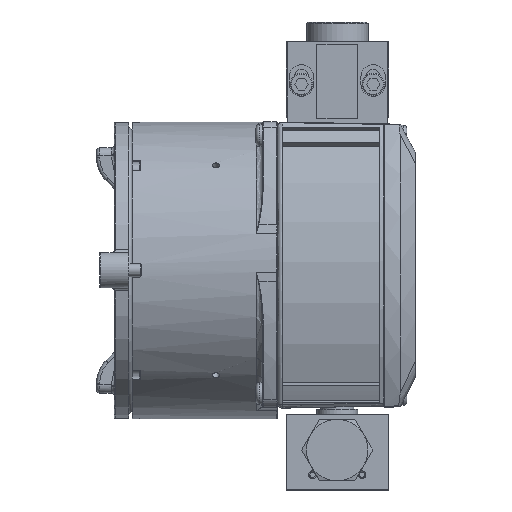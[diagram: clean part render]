
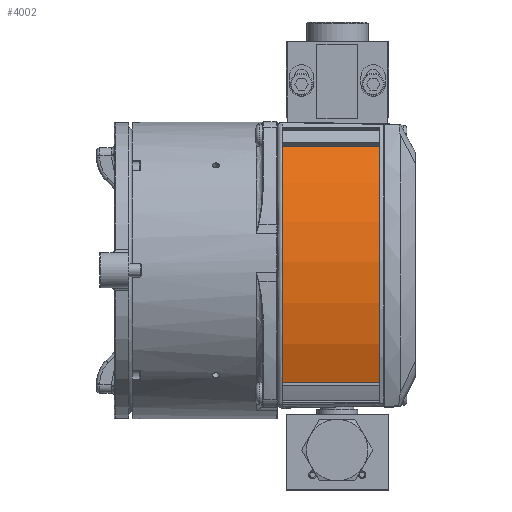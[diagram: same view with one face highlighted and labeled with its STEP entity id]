
A CAD part, top view. The second image highlights one B-rep face of the part: STEP entity #4002.
In plain terms, the highlighted cylindrical face has radius 82.779 mm (diameter 165.557 mm), a partial arc.
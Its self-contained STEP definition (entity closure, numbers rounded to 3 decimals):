
#1494=CYLINDRICAL_SURFACE('',#26858,82.779);
#2417=FACE_OUTER_BOUND('',#8599,.T.);
#4002=ADVANCED_FACE('',(#2417),#1494,.T.);
#6049=CIRCLE('',#26856,82.779);
#6050=CIRCLE('',#26857,82.779);
#8599=EDGE_LOOP('',(#12126,#12127,#12128,#12129));
#12126=ORIENTED_EDGE('',*,*,#20681,.F.);
#12127=ORIENTED_EDGE('',*,*,#20682,.F.);
#12128=ORIENTED_EDGE('',*,*,#20683,.T.);
#12129=ORIENTED_EDGE('',*,*,#20684,.T.);
#18109=VERTEX_POINT('',#42243);
#18110=VERTEX_POINT('',#42244);
#18111=VERTEX_POINT('',#42246);
#18112=VERTEX_POINT('',#42248);
#20681=EDGE_CURVE('',#18109,#18110,#6049,.T.);
#20682=EDGE_CURVE('',#18111,#18109,#23684,.T.);
#20683=EDGE_CURVE('',#18111,#18112,#6050,.T.);
#20684=EDGE_CURVE('',#18112,#18110,#23685,.T.);
#23684=LINE('',#42245,#25111);
#23685=LINE('',#42249,#25112);
#25111=VECTOR('',#31519,1.);
#25112=VECTOR('',#31522,1.);
#26856=AXIS2_PLACEMENT_3D('',#42242,#31517,#31518);
#26857=AXIS2_PLACEMENT_3D('',#42247,#31520,#31521);
#26858=AXIS2_PLACEMENT_3D('',#42250,#31523,#31524);
#31517=DIRECTION('',(1.,0.,0.));
#31518=DIRECTION('',(0.,0.,-1.));
#31519=DIRECTION('',(1.,0.,0.));
#31520=DIRECTION('',(1.,0.,0.));
#31521=DIRECTION('',(0.,0.,-1.));
#31522=DIRECTION('',(1.,0.,0.));
#31523=DIRECTION('',(1.,0.,0.));
#31524=DIRECTION('',(0.,0.,-1.));
#42242=CARTESIAN_POINT('',(13.121,68.436,115.951));
#42243=CARTESIAN_POINT('',(13.121,111.526,186.63));
#42244=CARTESIAN_POINT('',(13.121,38.359,193.072));
#42245=CARTESIAN_POINT('',(-17.08,111.526,186.63));
#42246=CARTESIAN_POINT('',(-17.08,111.526,186.63));
#42247=CARTESIAN_POINT('',(-17.08,68.436,115.951));
#42248=CARTESIAN_POINT('',(-17.08,38.359,193.072));
#42249=CARTESIAN_POINT('',(-17.08,38.359,193.072));
#42250=CARTESIAN_POINT('',(-17.08,68.436,115.951));
